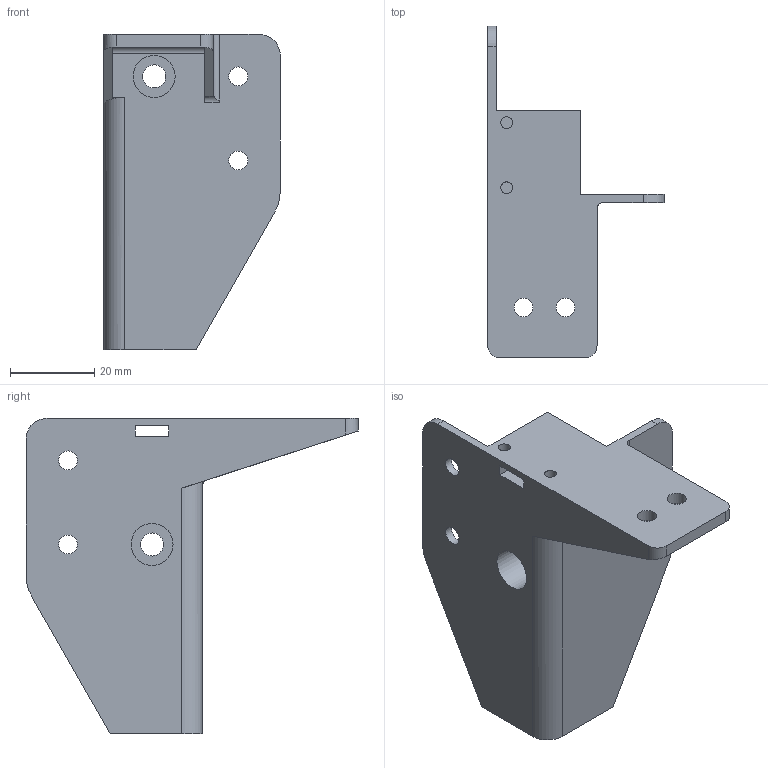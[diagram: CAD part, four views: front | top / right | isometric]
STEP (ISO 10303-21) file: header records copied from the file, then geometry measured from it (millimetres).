
FILE_DESCRIPTION(/* description */ (''),/* implementation_level */ '2;1');
FILE_NAME(/* name */ 'Frame Leg V2 - Rear Left.step',/* time_stamp */ '2023-05-02T22:51:13-06:00',/* author */ (''),/* organization */ (''),/* preprocessor_version */ 'ST-DEVELOPER v19.2',/* originating_system */ 'Autodesk Translation Framework v12.4.0.73',/* authorisation */ '');
FILE_SCHEMA (('AUTOMOTIVE_DESIGN { 1 0 10303 214 3 1 1 }'));
Length unit declared in the file: millimetre
Products named in the file (2): Frame Leg V2 - Rear Left; Frame Leg
Assembly tree (1 placements, depth 2):
  Frame Leg V2 - Rear Left
    Frame Leg
Bounding box: 42 x 79 x 75 mm (x, y, z)
Volume: 27916.7 mm3; surface area: 17524.9 mm2
Topology: 1 solids, 1 shells, 56 faces, 148 edges, 98 vertices
Faces by surface type: plane 31, cylinder 25
Full cylindrical faces by diameter (mm): 2.8 x2, 4.5 x6, 5.2 x1, 5.5 x2, 10 x2
Entity records: 1841 total; most frequent: DIRECTION 318, CARTESIAN_POINT 305, ORIENTED_EDGE 296, EDGE_CURVE 148, AXIS2_PLACEMENT_3D 111, VERTEX_POINT 98, LINE 96, VECTOR 96
